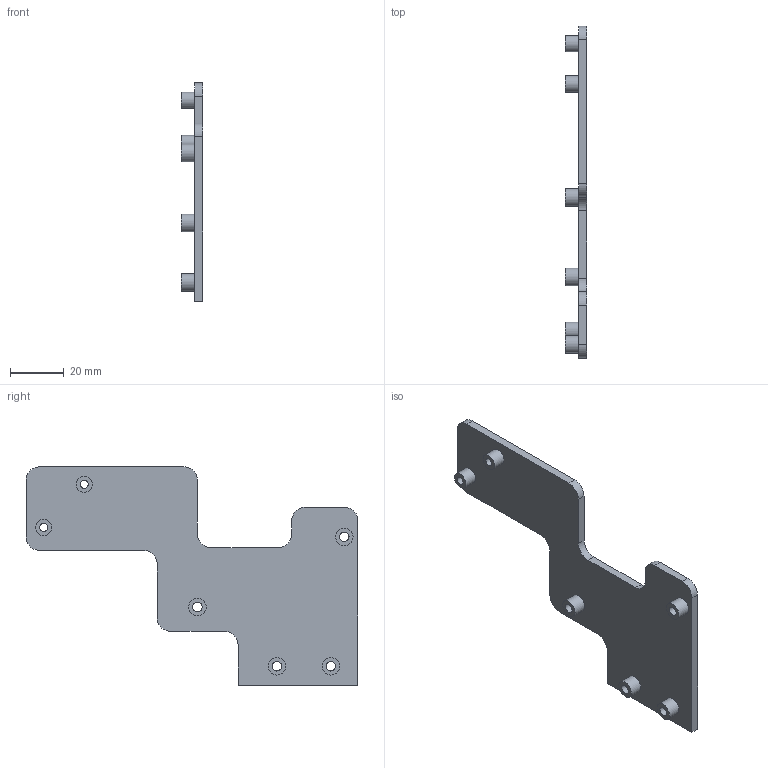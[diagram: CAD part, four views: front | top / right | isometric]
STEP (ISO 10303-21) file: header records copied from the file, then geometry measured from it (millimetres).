
FILE_DESCRIPTION(/* description */ ('Alibre Inc.'),/* implementation_level */ '2;1');
FILE_NAME(/* name */ 'export0',/* time_stamp */ '2013-10-11T23:12:08+01:00',/* author */ (''),/* organization */ (''),/* preprocessor_version */ 'ST-DEVELOPER v14',/* originating_system */ 'Alibre',/* authorisation */ '');
FILE_SCHEMA (('CONFIG_CONTROL_DESIGN'));
Length unit declared in the file: centimetre
Products named in the file (1): ID_1
Bounding box: 8 x 123 x 81 mm (x, y, z)
Volume: 17041.9 mm3; surface area: 13254.9 mm2
Topology: 1 solids, 1 shells, 42 faces, 102 edges, 68 vertices
Faces by surface type: cylinder 22, plane 20
Full cylindrical faces by diameter (mm): 3 x2, 3.5 x4, 6 x2, 6.5 x4
Entity records: 1279 total; most frequent: CARTESIAN_POINT 200, DIRECTION 198, ORIENTED_EDGE 180, EDGE_CURVE 90, AXIS2_PLACEMENT_3D 86, EDGE_LOOP 72, FACE_BOUND 72, VERTEX_POINT 68
